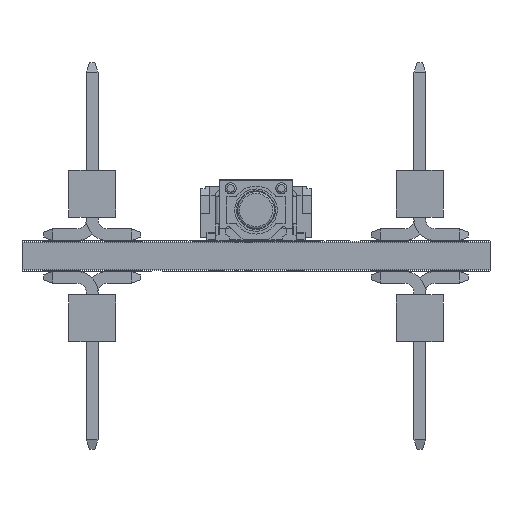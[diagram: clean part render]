
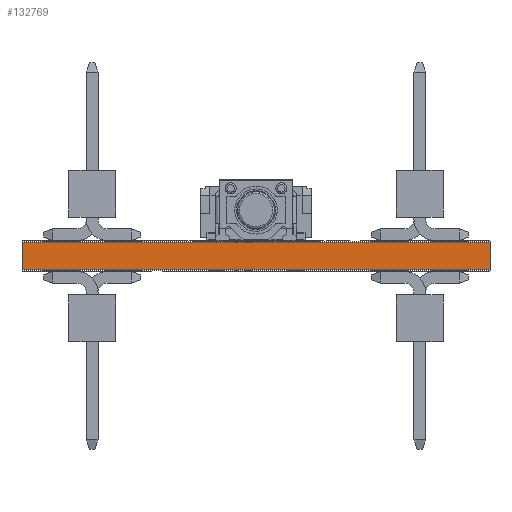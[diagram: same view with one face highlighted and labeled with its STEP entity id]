
A CAD part, front view. The second image highlights one B-rep face of the part: STEP entity #132769.
In plain terms, the highlighted planar face has unit normal (0, -1, 0).
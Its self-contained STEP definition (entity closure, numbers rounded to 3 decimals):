
#132769 = ADVANCED_FACE('',(#132770),#132804,.T.);
#132770 = FACE_BOUND('',#132771,.T.);
#132771 = EDGE_LOOP('',(#132772,#132782,#132790,#132798));
#132772 = ORIENTED_EDGE('',*,*,#132773,.T.);
#132773 = EDGE_CURVE('',#132774,#132776,#132778,.T.);
#132774 = VERTEX_POINT('',#132775);
#132775 = CARTESIAN_POINT('',(140.97,-124.46,0.));
#132776 = VERTEX_POINT('',#132777);
#132777 = CARTESIAN_POINT('',(140.97,-124.46,1.51));
#132778 = LINE('',#132779,#132780);
#132779 = CARTESIAN_POINT('',(140.97,-124.46,0.));
#132780 = VECTOR('',#132781,1.);
#132781 = DIRECTION('',(0.,0.,1.));
#132782 = ORIENTED_EDGE('',*,*,#132783,.T.);
#132783 = EDGE_CURVE('',#132776,#132784,#132786,.T.);
#132784 = VERTEX_POINT('',#132785);
#132785 = CARTESIAN_POINT('',(115.57,-124.46,1.51));
#132786 = LINE('',#132787,#132788);
#132787 = CARTESIAN_POINT('',(140.97,-124.46,1.51));
#132788 = VECTOR('',#132789,1.);
#132789 = DIRECTION('',(-1.,0.,0.));
#132790 = ORIENTED_EDGE('',*,*,#132791,.F.);
#132791 = EDGE_CURVE('',#132792,#132784,#132794,.T.);
#132792 = VERTEX_POINT('',#132793);
#132793 = CARTESIAN_POINT('',(115.57,-124.46,0.));
#132794 = LINE('',#132795,#132796);
#132795 = CARTESIAN_POINT('',(115.57,-124.46,0.));
#132796 = VECTOR('',#132797,1.);
#132797 = DIRECTION('',(0.,0.,1.));
#132798 = ORIENTED_EDGE('',*,*,#132799,.F.);
#132799 = EDGE_CURVE('',#132774,#132792,#132800,.T.);
#132800 = LINE('',#132801,#132802);
#132801 = CARTESIAN_POINT('',(140.97,-124.46,0.));
#132802 = VECTOR('',#132803,1.);
#132803 = DIRECTION('',(-1.,0.,0.));
#132804 = PLANE('',#132805);
#132805 = AXIS2_PLACEMENT_3D('',#132806,#132807,#132808);
#132806 = CARTESIAN_POINT('',(140.97,-124.46,0.));
#132807 = DIRECTION('',(0.,-1.,0.));
#132808 = DIRECTION('',(-1.,0.,0.));
